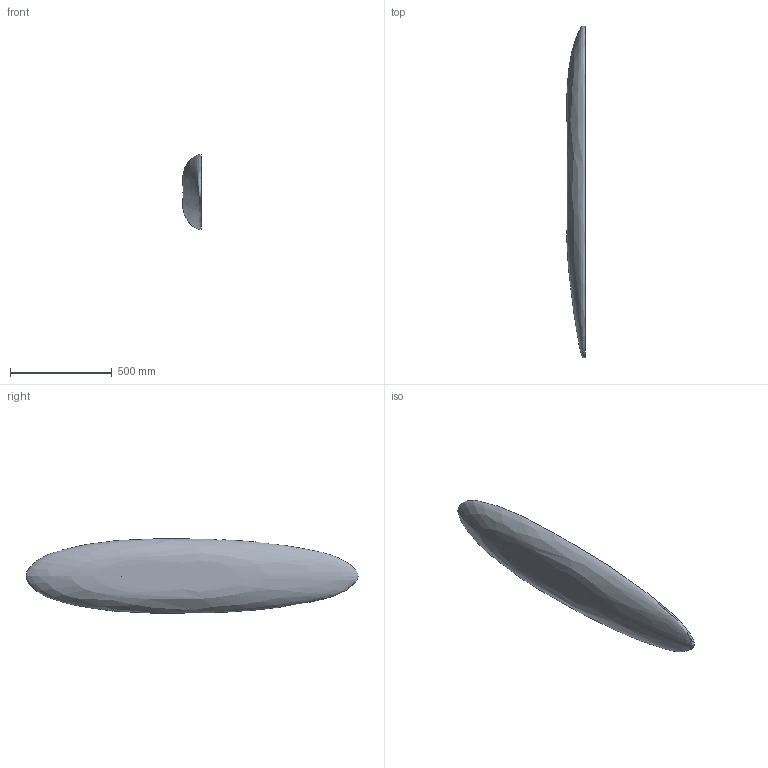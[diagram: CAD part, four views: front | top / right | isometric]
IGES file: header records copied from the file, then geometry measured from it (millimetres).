
Start section: half_body ist der halbe "Flugzeugrumpf" --------------------------------------------------------------
Global section: file name: half_body.IGS; native system: KHBsProgs; author: Karl-Heinz Brakhage; organization: IGPM RWTH-Aachen; date: 050413.112000; units: millimetre
Bounding box: 90 x 1630.59 x 367.2 mm (x, y, z)
Surface area: 1037377.2 mm2 (no closed solid volume)
Topology: 0 solids, 0 shells, 2 faces, 6 edges, 4 vertices
Faces by surface type: bspline 2
